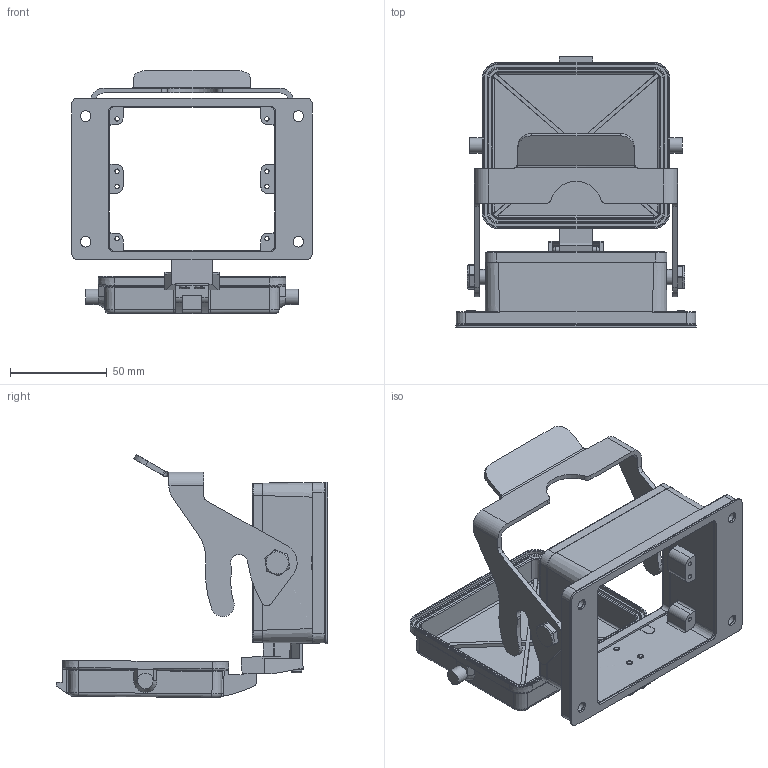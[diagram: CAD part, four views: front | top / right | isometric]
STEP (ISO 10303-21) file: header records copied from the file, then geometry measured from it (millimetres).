
FILE_DESCRIPTION(/* description */ (''),/* implementation_level */ '2;1');
FILE_NAME(/* name */ '3D_1240323651001_HV32B-BK-1L_S-CV_V1.1.stp',/* time_stamp */ '2024-02-02T15:30:15+08:00',/* author */ (''),/* organization */ (''),/* preprocessor_version */ 'ST-DEVELOPER v18.1',/* originating_system */ 'SIEMENS PLM Software NX 1980',/* authorisation */ '');
FILE_SCHEMA (('AP203_CONFIGURATION_CONTROLLED_3D_DESIGN_OF_MECHANICAL_PARTS_AND_ASSEMBLIES_MIM_LF { 1 0 10303 403 2 1 2}'));
Products named in the file (1): _model2
Bounding box: 124.4 x 140.16 x 125.69 mm (x, y, z)
Surface area: 97250.7 mm2 (no closed solid volume)
Topology: 0 solids, 1 shells, 955 faces, 2611 edges, 1684 vertices
Faces by surface type: plane 402, cylinder 353, torus 82, cone 75, bspline 43
Full cylindrical faces by diameter (mm): 3 x86, 4 x2, 4.8 x2, 4.9 x2, 5.2 x2, 5.5 x4, 5.838 x1, 7.9 x2, 8 x2, 8.1 x2
Entity records: 58660 total; most frequent: CARTESIAN_POINT 30783, ORIENTED_EDGE 4546, DIRECTION 4469, EDGE_CURVE 2273, AXIS2_PLACEMENT_3D 1631, VERTEX_POINT 1483, LINE 1207, VECTOR 1207
